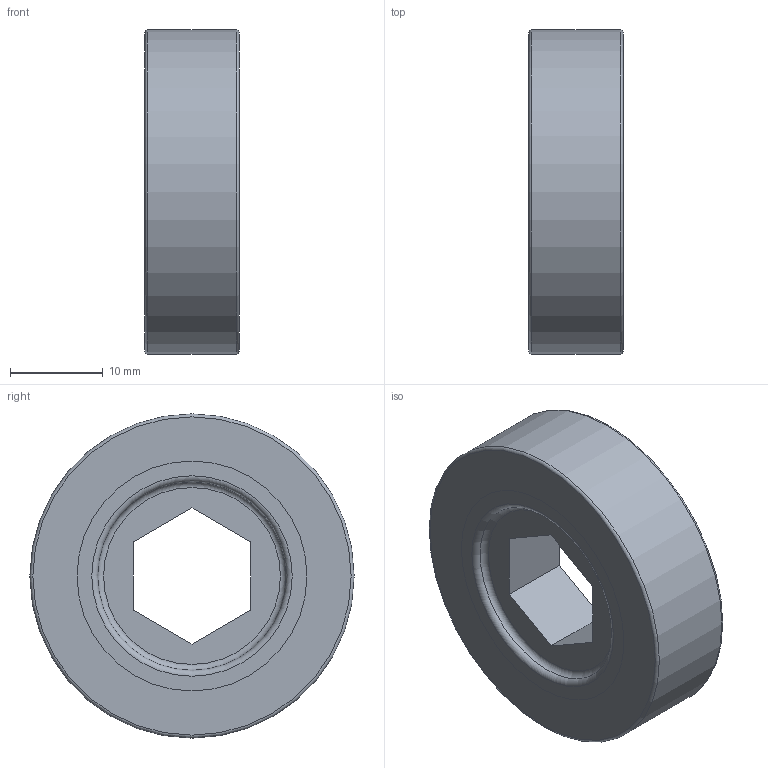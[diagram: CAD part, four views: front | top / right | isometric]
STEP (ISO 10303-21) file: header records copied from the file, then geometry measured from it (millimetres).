
FILE_DESCRIPTION( ( '' ), ' ' );
FILE_NAME( '5cf47b88150cc2170c2b6d71.step', '2019-06-03T01:44:40', ( '' ), ( '' ), ' ', ' ', ' ' );
FILE_SCHEMA( ( 'AUTOMOTIVE_DESIGN { 1 0 10303 214 1 1 1 1 }' ) );
Length unit declared in the file: metre
Products named in the file (2): Part 2; Part 1
Bounding box: 10.16 x 34.92 x 34.92 mm (x, y, z)
Volume: 7840.1 mm3; surface area: 5763.8 mm2
Topology: 2 solids, 2 shells, 29 faces, 53 edges, 34 vertices
Faces by surface type: plane 16, cylinder 7, torus 6
Full cylindrical faces by diameter (mm): 24.765 x4, 29.845 x2, 34.925 x1
Entity records: 918 total; most frequent: DIRECTION 124, CARTESIAN_POINT 105, ORIENTED_EDGE 80, AXIS2_PLACEMENT_3D 53, EDGE_LOOP 52, FACE_OUTER_BOUND 42, EDGE_CURVE 40, VERTEX_POINT 34
